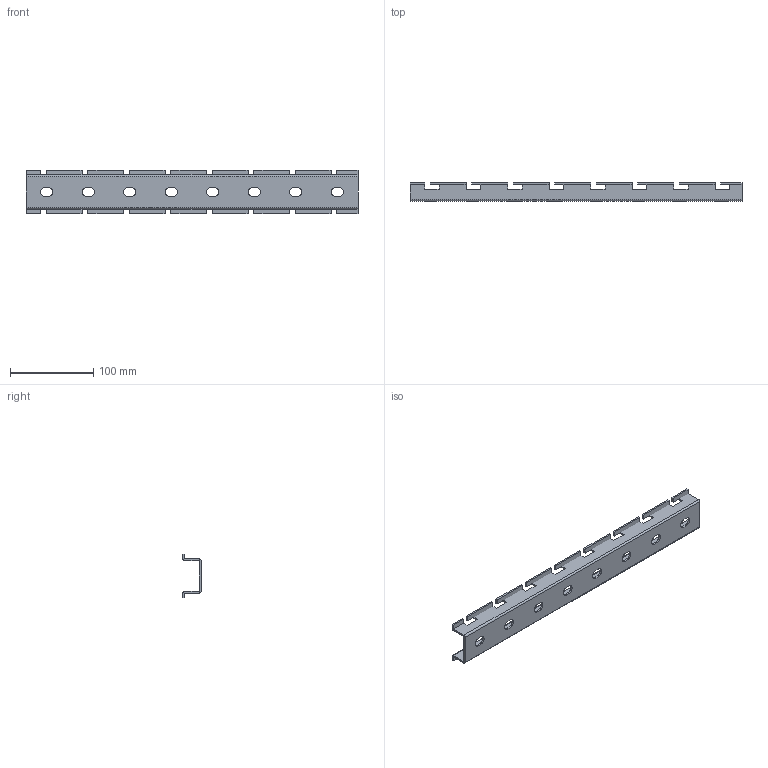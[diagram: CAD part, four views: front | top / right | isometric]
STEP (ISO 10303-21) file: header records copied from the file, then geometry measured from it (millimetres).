
FILE_DESCRIPTION (( 'STEP AP214' ), '1' );
FILE_NAME ('LC-OBR300_3D.step', '2023-05-09T16:29:28', ( '' ), ( '' ), 'SwSTEP 2.0', 'SolidWorks 2022', '' );
FILE_SCHEMA (( 'AUTOMOTIVE_DESIGN' ));
Length unit declared in the file: millimetre
Products named in the file (1): LC-OBR300_3D
Bounding box: 400 x 22 x 53 mm (x, y, z)
Volume: 65218.2 mm3; surface area: 69404.8 mm2
Topology: 1 solids, 1 shells, 214 faces, 604 edges, 392 vertices
Faces by surface type: plane 158, cylinder 56
Entity records: 6910 total; most frequent: CARTESIAN_POINT 1211, ORIENTED_EDGE 1208, DIRECTION 1146, EDGE_CURVE 604, VECTOR 492, LINE 492, VERTEX_POINT 392, AXIS2_PLACEMENT_3D 327
